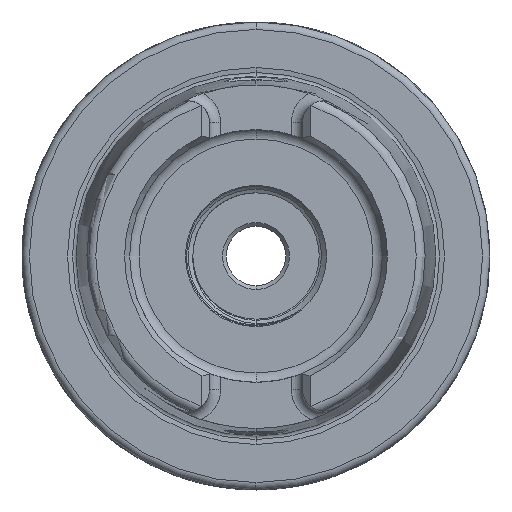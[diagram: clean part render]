
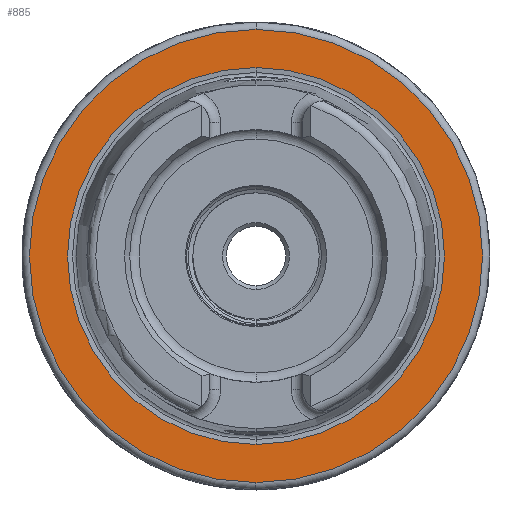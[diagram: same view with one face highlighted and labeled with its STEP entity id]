
A CAD part, left-side view. The second image highlights one B-rep face of the part: STEP entity #885.
In plain terms, the highlighted planar face has unit normal (-1, 0, 0).
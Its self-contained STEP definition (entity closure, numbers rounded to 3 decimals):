
#192 = EDGE_LOOP ( 'NONE', ( #2578, #2579 ) ) ;
#193 = EDGE_LOOP ( 'NONE', ( #2581, #2580 ) ) ;
#631 = EDGE_CURVE ( 'NONE', #2348, #2347, #1824, .T. ) ;
#645 = EDGE_CURVE ( 'NONE', #2356, #2355, #1829, .T. ) ;
#885 = ADVANCED_FACE ( 'NONE', ( #3891, #3894 ), #5990, .T. ) ;
#1663 = EDGE_CURVE ( 'NONE', #2355, #2356, #19979, .T. ) ;
#1664 = EDGE_CURVE ( 'NONE', #2347, #2348, #19980, .T. ) ;
#1824 = CIRCLE ( 'NONE', #16901, 30.5 ) ;
#1829 = CIRCLE ( 'NONE', #16905, 25.369 ) ;
#2347 = VERTEX_POINT ( 'NONE', #22180 ) ;
#2348 = VERTEX_POINT ( 'NONE', #22181 ) ;
#2355 = VERTEX_POINT ( 'NONE', #22188 ) ;
#2356 = VERTEX_POINT ( 'NONE', #22189 ) ;
#2578 = ORIENTED_EDGE ( 'NONE', *, *, #631, .T. ) ;
#2579 = ORIENTED_EDGE ( 'NONE', *, *, #1664, .T. ) ;
#2580 = ORIENTED_EDGE ( 'NONE', *, *, #1663, .T. ) ;
#2581 = ORIENTED_EDGE ( 'NONE', *, *, #645, .T. ) ;
#3586 = CARTESIAN_POINT ( 'NONE',  ( 0., 0., 0. ) ) ;
#3587 = DIRECTION ( 'NONE',  ( -1., 0., 0. ) ) ;
#3588 = DIRECTION ( 'NONE',  ( 0., 0., 1. ) ) ;
#3686 = CARTESIAN_POINT ( 'NONE',  ( 0., 0., 0. ) ) ;
#3687 = DIRECTION ( 'NONE',  ( 1., 0., 0. ) ) ;
#3688 = DIRECTION ( 'NONE',  ( 0., 0., -1. ) ) ;
#3891 = FACE_OUTER_BOUND ( 'NONE', #192, .T. ) ;
#3894 = FACE_BOUND ( 'NONE', #193, .T. ) ;
#3896 = AXIS2_PLACEMENT_3D ( 'NONE', #5991, #5992, #5993 ) ;
#5990 = PLANE ( 'NONE',  #3896 ) ;
#5991 = CARTESIAN_POINT ( 'NONE',  ( 0., 25.369, 0. ) ) ;
#5992 = DIRECTION ( 'NONE',  ( -1., 0., 0. ) ) ;
#5993 = DIRECTION ( 'NONE',  ( 0., 0., 1. ) ) ;
#16901 = AXIS2_PLACEMENT_3D ( 'NONE', #3586, #3587, #3588 ) ;
#16905 = AXIS2_PLACEMENT_3D ( 'NONE', #3686, #3687, #3688 ) ;
#18600 = AXIS2_PLACEMENT_3D ( 'NONE', #19871, #19872, #19873 ) ;
#18606 = AXIS2_PLACEMENT_3D ( 'NONE', #19868, #19869, #19870 ) ;
#19868 = CARTESIAN_POINT ( 'NONE',  ( 0., 0., 0. ) ) ;
#19869 = DIRECTION ( 'NONE',  ( 1., 0., 0. ) ) ;
#19870 = DIRECTION ( 'NONE',  ( 0., 0., -1. ) ) ;
#19871 = CARTESIAN_POINT ( 'NONE',  ( 0., 0., 0. ) ) ;
#19872 = DIRECTION ( 'NONE',  ( -1., 0., 0. ) ) ;
#19873 = DIRECTION ( 'NONE',  ( 0., 0., 1. ) ) ;
#19979 = CIRCLE ( 'NONE', #18606, 25.369 ) ;
#19980 = CIRCLE ( 'NONE', #18600, 30.5 ) ;
#22180 = CARTESIAN_POINT ( 'NONE',  ( 0., 0., -30.5 ) ) ;
#22181 = CARTESIAN_POINT ( 'NONE',  ( 0., 0., 30.5 ) ) ;
#22188 = CARTESIAN_POINT ( 'NONE',  ( 0., 0., -25.369 ) ) ;
#22189 = CARTESIAN_POINT ( 'NONE',  ( 0., 0., 25.369 ) ) ;
